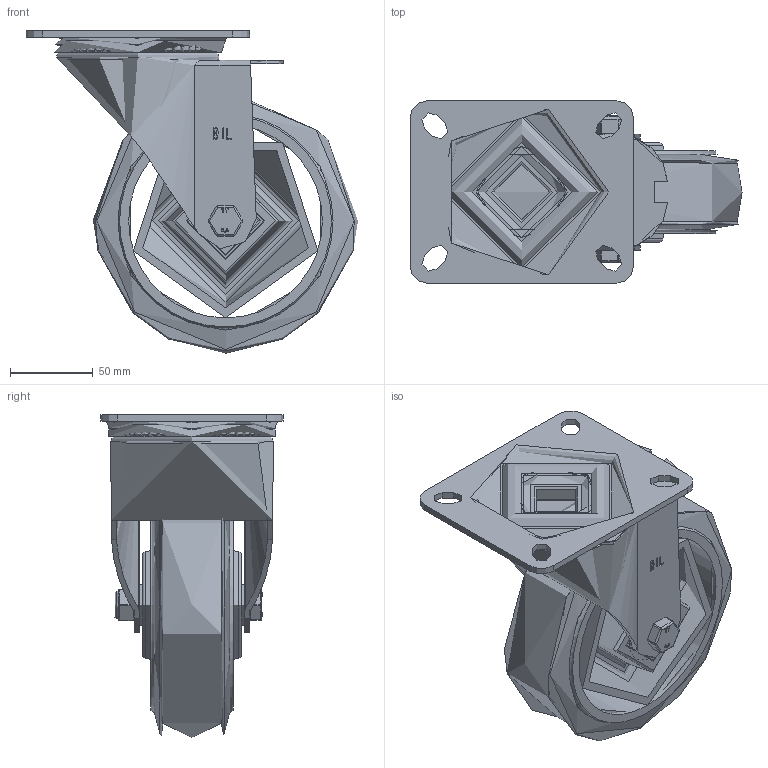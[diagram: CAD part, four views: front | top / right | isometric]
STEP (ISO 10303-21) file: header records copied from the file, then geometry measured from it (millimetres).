
FILE_DESCRIPTION(/* description */ (''),/* implementation_level */ '2;1');
FILE_NAME(/* name */ 'BZMM160SRNBJ.step',/* time_stamp */ '2024-08-09T16:32:15+01:00',/* author */ (''),/* organization */ (''),/* preprocessor_version */ 'ST-DEVELOPER v20',/* originating_system */ 'Autodesk Translation Framework v13.14.0.145',/* authorisation */ '');
FILE_SCHEMA (('AUTOMOTIVE_DESIGN { 1 0 10303 214 3 1 1 }'));
Length unit declared in the file: millimetre
Products named in the file (31): BZMM160SRNBJ; BZMM150AS - 2 - 64 v2; ZINC PLATED, PRESSED STEEL TOP PLATE; ZINC PLATED, PRESSED STEEL TOP PLATE Geometry; BALL BEARINGS; Component1; BEARING SEAL; ZINC PLATED, PRESSED STEEL FORKS; BZH160WSRNBJM20 v1; 65 SHORE A ELASTIC RUBBER TYRE; NYLON RIM; BEARING6204; BALL BEARINGS (1); BEARING6204 (1); BALL BEARINGS (1) (1); Component3; INNER; OUTER; MIDDLE; RUBBER; BEARING SPACER; TH20X2X12 v1; ZINC PLATED HEADED SPACER; TH20X2X12 v1 (1); ZINC PLATED HEADED SPACER (1); HEXBOLTM12X80Z8.8 v2; GRADE 8.8 ZINC PLATED BOLT; NYLOCM12Z v1; NYLOC NUT; NUT; RUBBER (1)
Assembly tree (88 placements, depth 5):
  BZMM160SRNBJ
    BZMM150AS - 2 - 64 v2
      ZINC PLATED, PRESSED STEEL TOP PLATE
        ZINC PLATED, PRESSED STEEL TOP PLATE Geometry
        BALL BEARINGS
          Component1  x40
      BEARING SEAL
      ZINC PLATED, PRESSED STEEL FORKS
    BZH160WSRNBJM20 v1
      65 SHORE A ELASTIC RUBBER TYRE
      NYLON RIM
      BEARING6204
        INNER
        OUTER
        BALL BEARINGS (1)
          Component3  x8
        MIDDLE
        RUBBER
      BEARING6204 (1)
        BALL BEARINGS (1) (1)
          Component3  x8
        INNER
        OUTER
        MIDDLE
        RUBBER
      BEARING SPACER
    TH20X2X12 v1
      ZINC PLATED HEADED SPACER
    TH20X2X12 v1 (1)
      ZINC PLATED HEADED SPACER (1)
    HEXBOLTM12X80Z8.8 v2
      GRADE 8.8 ZINC PLATED BOLT
    NYLOCM12Z v1
      NYLOC NUT
        NUT
        RUBBER (1)
Bounding box: 200.5 x 110 x 195 mm (x, y, z)
Volume: 934377.2 mm3; surface area: 275065.4 mm2
Topology: 77 solids, 77 shells, 1115 faces, 2830 edges, 1877 vertices
Faces by surface type: plane 420, bspline 346, cylinder 198, sphere 106, torus 33, cone 12
Full cylindrical faces by diameter (mm): 9.836 x18, 11.834 x18, 12 x3, 12.2 x4, 14 x2, 18 x1, 18.5 x1, 19.8 x2, 20 x3, 24 x1, 25 x2, 27 x2, 28.5 x8, 30.8 x4, 31.3 x4, 33.75 x1, 39.75 x2, 40 x1, 40.3 x4, 40.5 x4, 40.8 x4, 42 x10, 47 x4, 50 x1, 78 x1, 92 x1, 98 x1, 117 x2
Entity records: 32107 total; most frequent: CARTESIAN_POINT 15047, ORIENTED_EDGE 3496, DIRECTION 2938, EDGE_CURVE 1748, VERTEX_POINT 1161, AXIS2_PLACEMENT_3D 1084, EDGE_LOOP 867, LINE 770
